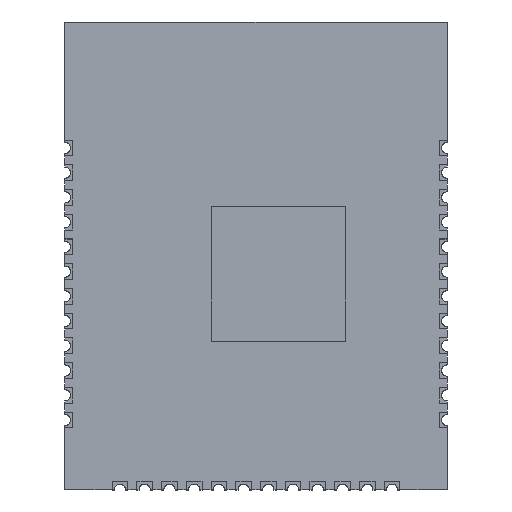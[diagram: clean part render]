
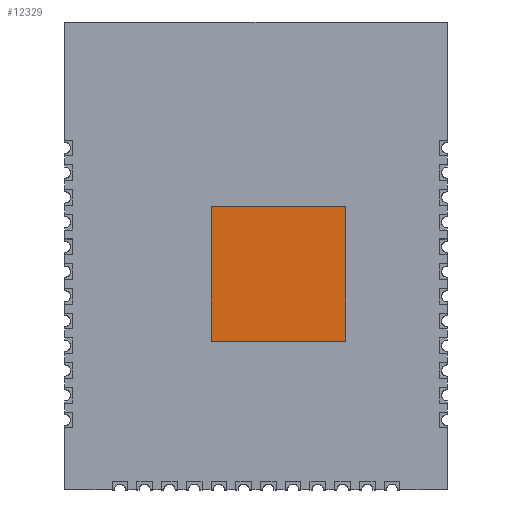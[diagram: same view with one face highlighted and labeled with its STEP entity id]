
A CAD part, top view. The second image highlights one B-rep face of the part: STEP entity #12329.
In plain terms, the highlighted planar face has unit normal (0, 0, 1).
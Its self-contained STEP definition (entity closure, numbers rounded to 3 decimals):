
#7659 = VERTEX_POINT('',#7660);
#7660 = CARTESIAN_POINT('',(-2.,-0.69,2.02));
#7666 = EDGE_CURVE('',#7659,#7667,#7669,.T.);
#7667 = VERTEX_POINT('',#7668);
#7668 = CARTESIAN_POINT('',(-2.,5.31,2.02));
#7669 = LINE('',#7670,#7671);
#7670 = CARTESIAN_POINT('',(-2.,-0.69,2.02));
#7671 = VECTOR('',#7672,1.);
#7672 = DIRECTION('',(0.,1.,0.));
#7690 = VERTEX_POINT('',#7691);
#7691 = CARTESIAN_POINT('',(4.,-0.69,2.02));
#7697 = EDGE_CURVE('',#7690,#7659,#7698,.T.);
#7698 = LINE('',#7699,#7700);
#7699 = CARTESIAN_POINT('',(4.,-0.69,2.02));
#7700 = VECTOR('',#7701,1.);
#7701 = DIRECTION('',(-1.,0.,0.));
#7714 = VERTEX_POINT('',#7715);
#7715 = CARTESIAN_POINT('',(4.,5.31,2.02));
#7721 = EDGE_CURVE('',#7714,#7690,#7722,.T.);
#7722 = LINE('',#7723,#7724);
#7723 = CARTESIAN_POINT('',(4.,5.31,2.02));
#7724 = VECTOR('',#7725,1.);
#7725 = DIRECTION('',(0.,-1.,0.));
#7738 = EDGE_CURVE('',#7667,#7714,#7739,.T.);
#7739 = LINE('',#7740,#7741);
#7740 = CARTESIAN_POINT('',(-2.,5.31,2.02));
#7741 = VECTOR('',#7742,1.);
#7742 = DIRECTION('',(1.,0.,0.));
#12329 = ADVANCED_FACE('',(#12330),#12336,.T.);
#12330 = FACE_BOUND('',#12331,.F.);
#12331 = EDGE_LOOP('',(#12332,#12333,#12334,#12335));
#12332 = ORIENTED_EDGE('',*,*,#7738,.T.);
#12333 = ORIENTED_EDGE('',*,*,#7721,.T.);
#12334 = ORIENTED_EDGE('',*,*,#7697,.T.);
#12335 = ORIENTED_EDGE('',*,*,#7666,.T.);
#12336 = PLANE('',#12337);
#12337 = AXIS2_PLACEMENT_3D('',#12338,#12339,#12340);
#12338 = CARTESIAN_POINT('',(1.,2.31,2.02));
#12339 = DIRECTION('',(0.,0.,1.));
#12340 = DIRECTION('',(1.,0.,0.));
